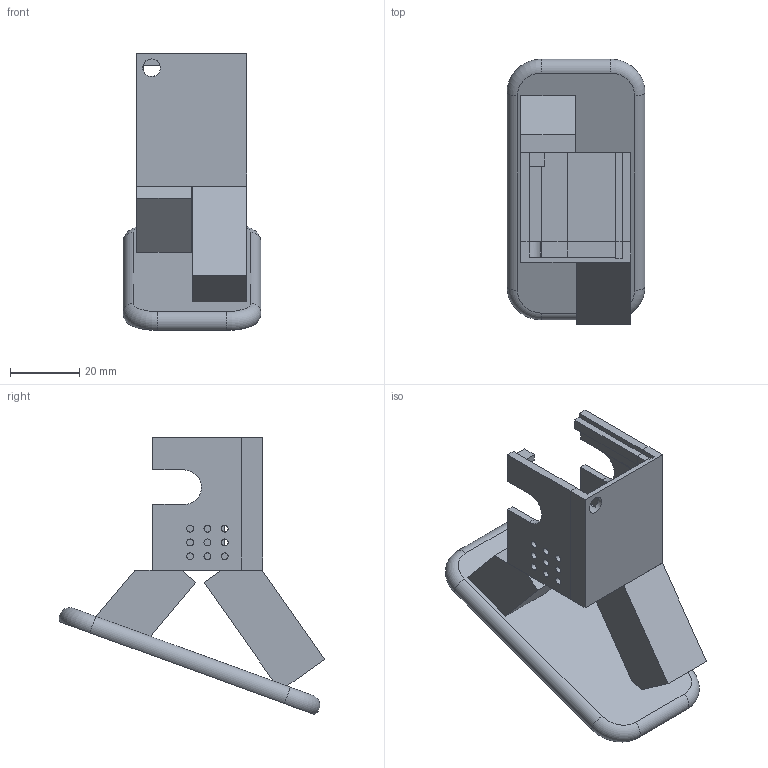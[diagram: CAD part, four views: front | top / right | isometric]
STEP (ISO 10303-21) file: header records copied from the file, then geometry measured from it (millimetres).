
FILE_DESCRIPTION(/* description */ (''),/* implementation_level */ '2;1');
FILE_NAME(/* name */ '',/* time_stamp */ '2024-12-04T13:53:48+08:00',/* author */ (''),/* organization */ (''),/* preprocessor_version */ 'ST-DEVELOPER v20',/* originating_system */ 'Autodesk Translation Framework v13.20.0.188',/* authorisation */ '');
FILE_SCHEMA (('AUTOMOTIVE_DESIGN { 1 0 10303 214 3 1 1 }'));
Length unit declared in the file: millimetre
Products named in the file (5): 身体_前; 右腿; 左腿; 身体_侧面; 底座固定
Assembly tree (4 placements, depth 2):
  身体_前
    右腿
    左腿
    身体_侧面
    底座固定
Bounding box: 39.98 x 76.97 x 80.25 mm (x, y, z)
Volume: 37712.9 mm3; surface area: 21093.4 mm2
Topology: 5 solids, 5 shells, 118 faces, 317 edges, 210 vertices
Faces by surface type: plane 89, cylinder 25, torus 4
Full cylindrical faces by diameter (mm): 2 x9, 5.101 x1
Entity records: 3870 total; most frequent: CARTESIAN_POINT 654, ORIENTED_EDGE 634, DIRECTION 631, EDGE_CURVE 317, LINE 257, VECTOR 257, VERTEX_POINT 210, AXIS2_PLACEMENT_3D 187
